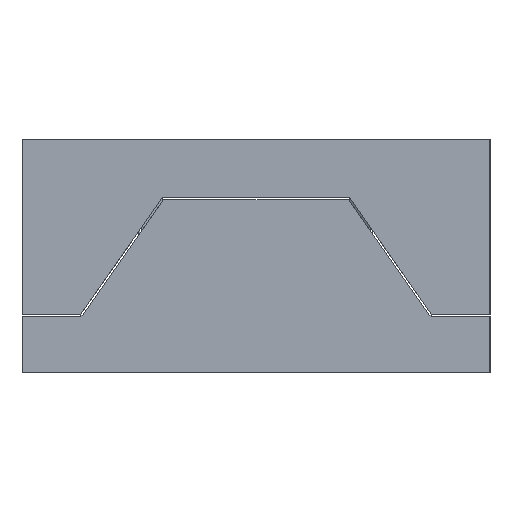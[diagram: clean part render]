
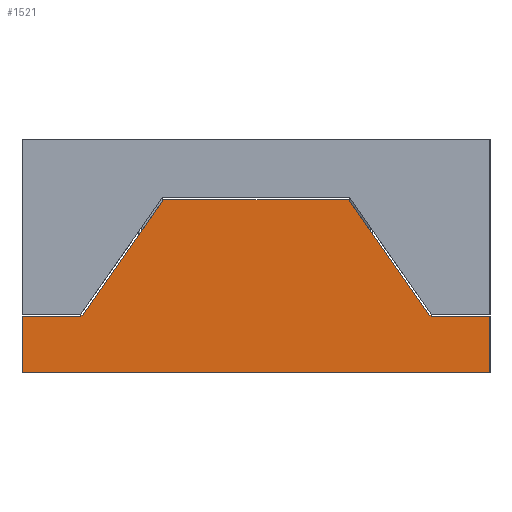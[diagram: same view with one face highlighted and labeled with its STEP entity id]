
A CAD part, left-side view. The second image highlights one B-rep face of the part: STEP entity #1521.
In plain terms, the highlighted planar face has unit normal (-1, 0, 0).
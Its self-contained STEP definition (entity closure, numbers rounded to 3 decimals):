
#29=FACE_OUTER_BOUND('',#111,.T.);
#111=EDGE_LOOP('',(#1032,#1033,#1034,#1035,#1036,#1037,#1038,#1039,#1040,
#1041,#1042,#1043));
#192=LINE('',#2098,#412);
#205=LINE('',#2124,#425);
#215=LINE('',#2144,#435);
#216=LINE('',#2146,#436);
#217=LINE('',#2148,#437);
#218=LINE('',#2150,#438);
#219=LINE('',#2152,#439);
#220=LINE('',#2154,#440);
#221=LINE('',#2156,#441);
#222=LINE('',#2158,#442);
#223=LINE('',#2160,#443);
#224=LINE('',#2161,#444);
#412=VECTOR('',#1707,10.);
#425=VECTOR('',#1728,10.);
#435=VECTOR('',#1744,10.);
#436=VECTOR('',#1745,10.);
#437=VECTOR('',#1746,10.);
#438=VECTOR('',#1747,10.);
#439=VECTOR('',#1748,10.);
#440=VECTOR('',#1749,10.);
#441=VECTOR('',#1750,10.);
#442=VECTOR('',#1751,10.);
#443=VECTOR('',#1752,10.);
#444=VECTOR('',#1753,10.);
#629=VERTEX_POINT('',#2091);
#632=VERTEX_POINT('',#2096);
#641=VERTEX_POINT('',#2122);
#648=VERTEX_POINT('',#2143);
#649=VERTEX_POINT('',#2145);
#650=VERTEX_POINT('',#2147);
#651=VERTEX_POINT('',#2149);
#652=VERTEX_POINT('',#2151);
#653=VERTEX_POINT('',#2153);
#654=VERTEX_POINT('',#2155);
#655=VERTEX_POINT('',#2157);
#656=VERTEX_POINT('',#2159);
#778=EDGE_CURVE('',#629,#632,#192,.T.);
#791=EDGE_CURVE('',#632,#641,#205,.T.);
#801=EDGE_CURVE('',#641,#648,#215,.T.);
#802=EDGE_CURVE('',#648,#649,#216,.T.);
#803=EDGE_CURVE('',#649,#650,#217,.T.);
#804=EDGE_CURVE('',#650,#651,#218,.T.);
#805=EDGE_CURVE('',#651,#652,#219,.T.);
#806=EDGE_CURVE('',#653,#652,#220,.T.);
#807=EDGE_CURVE('',#653,#654,#221,.T.);
#808=EDGE_CURVE('',#654,#655,#222,.T.);
#809=EDGE_CURVE('',#655,#656,#223,.T.);
#810=EDGE_CURVE('',#656,#629,#224,.T.);
#1032=ORIENTED_EDGE('',*,*,#778,.T.);
#1033=ORIENTED_EDGE('',*,*,#791,.T.);
#1034=ORIENTED_EDGE('',*,*,#801,.T.);
#1035=ORIENTED_EDGE('',*,*,#802,.T.);
#1036=ORIENTED_EDGE('',*,*,#803,.T.);
#1037=ORIENTED_EDGE('',*,*,#804,.T.);
#1038=ORIENTED_EDGE('',*,*,#805,.T.);
#1039=ORIENTED_EDGE('',*,*,#806,.F.);
#1040=ORIENTED_EDGE('',*,*,#807,.T.);
#1041=ORIENTED_EDGE('',*,*,#808,.T.);
#1042=ORIENTED_EDGE('',*,*,#809,.T.);
#1043=ORIENTED_EDGE('',*,*,#810,.T.);
#1439=PLANE('',#1620);
#1521=ADVANCED_FACE('',(#29),#1439,.T.);
#1620=AXIS2_PLACEMENT_3D('',#2142,#1742,#1743);
#1707=DIRECTION('',(0.,0.819,-0.573));
#1728=DIRECTION('',(0.,0.573,0.819));
#1742=DIRECTION('center_axis',(-1.,0.,0.));
#1743=DIRECTION('ref_axis',(0.,-1.,0.));
#1744=DIRECTION('',(0.,1.,0.));
#1745=DIRECTION('',(0.,0.573,-0.819));
#1746=DIRECTION('',(0.,0.819,0.573));
#1747=DIRECTION('',(0.,0.,-1.));
#1748=DIRECTION('',(0.,1.,0.));
#1749=DIRECTION('',(0.,0.,1.));
#1750=DIRECTION('',(0.,-1.,0.));
#1751=DIRECTION('',(0.,0.,1.));
#1752=DIRECTION('',(0.,1.,0.));
#1753=DIRECTION('',(0.,0.,1.));
#2091=CARTESIAN_POINT('',(-75.,32.5,2.5));
#2096=CARTESIAN_POINT('',(-75.,32.582,2.443));
#2098=CARTESIAN_POINT('',(-75.,38.96,-2.022));
#2122=CARTESIAN_POINT('',(-75.,36.052,7.4));
#2124=CARTESIAN_POINT('',(-75.,34.872,5.714));
#2142=CARTESIAN_POINT('Origin',(-75.,50.,0.));
#2143=CARTESIAN_POINT('',(-75.,43.948,7.4));
#2144=CARTESIAN_POINT('',(-75.,43.,7.4));
#2145=CARTESIAN_POINT('',(-75.,47.418,2.443));
#2146=CARTESIAN_POINT('',(-75.,46.666,3.516));
#2147=CARTESIAN_POINT('',(-75.,47.5,2.5));
#2148=CARTESIAN_POINT('',(-75.,47.752,2.676));
#2149=CARTESIAN_POINT('',(-75.,47.5,2.4));
#2150=CARTESIAN_POINT('',(-75.,47.5,1.25));
#2151=CARTESIAN_POINT('',(-75.,50.,2.4));
#2152=CARTESIAN_POINT('',(-75.,48.75,2.4));
#2153=CARTESIAN_POINT('',(-75.,50.,0.));
#2154=CARTESIAN_POINT('',(-75.,50.,0.));
#2155=CARTESIAN_POINT('',(-75.,30.,0.));
#2156=CARTESIAN_POINT('',(-75.,50.,0.));
#2157=CARTESIAN_POINT('',(-75.,30.,2.4));
#2158=CARTESIAN_POINT('',(-75.,30.,0.));
#2159=CARTESIAN_POINT('',(-75.,32.5,2.4));
#2160=CARTESIAN_POINT('',(-75.,40.,2.4));
#2161=CARTESIAN_POINT('',(-75.,32.5,1.25));
